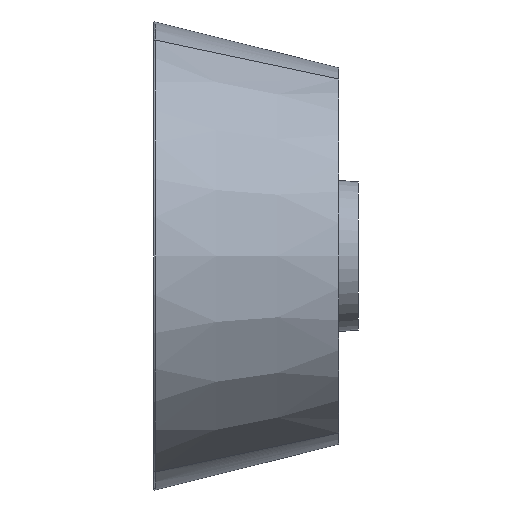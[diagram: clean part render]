
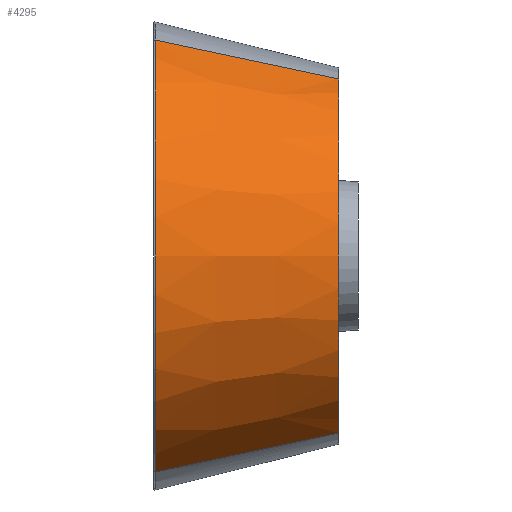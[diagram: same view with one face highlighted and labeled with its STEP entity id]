
A CAD part, left-side view. The second image highlights one B-rep face of the part: STEP entity #4295.
In plain terms, the highlighted conical face has half-angle 14 degrees and reference radius 190 mm.
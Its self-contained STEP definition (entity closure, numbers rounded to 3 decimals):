
#28 = EDGE_CURVE ( 'NONE', #3731, #5082, #7731, .T. ) ;
#38 = AXIS2_PLACEMENT_3D ( 'NONE', #3977, #4698, #4789 ) ;
#359 = CARTESIAN_POINT ( 'NONE',  ( -110.997, -50.843, 164.603 ) ) ;
#495 = CARTESIAN_POINT ( 'NONE',  ( -118.049, -1.242, -175.061 ) ) ;
#548 = AXIS2_PLACEMENT_3D ( 'NONE', #6873, #7398, #8072 ) ;
#771 = CARTESIAN_POINT ( 'NONE',  ( -118.049, -1.242, -175.061 ) ) ;
#835 = CARTESIAN_POINT ( 'NONE',  ( -118.049, -1.242, -175.061 ) ) ;
#986 = CARTESIAN_POINT ( 'NONE',  ( -96.795, -150., 143.542 ) ) ;
#1365 = CARTESIAN_POINT ( 'NONE',  ( -118.049, -1.242, -175.061 ) ) ;
#1651 = CIRCLE ( 'NONE', #38, 152.601 ) ;
#1676 = EDGE_CURVE ( 'NONE', #5441, #6441, #6363, .T. ) ;
#1906 = ORIENTED_EDGE ( 'NONE', *, *, #1676, .F. ) ;
#1986 = CARTESIAN_POINT ( 'NONE',  ( -118.049, -1.242, -175.061 ) ) ;
#2351 = CARTESIAN_POINT ( 'NONE',  ( -118.049, -1.242, 175.061 ) ) ;
#2452 = CARTESIAN_POINT ( 'NONE',  ( -96.795, -150., -143.542 ) ) ;
#2870 = ORIENTED_EDGE ( 'NONE', *, *, #8155, .T. ) ;
#3387 = EDGE_CURVE ( 'NONE', #5082, #6441, #6433, .T. ) ;
#3447 = CARTESIAN_POINT ( 'NONE',  ( -118.049, -1.242, 175.061 ) ) ;
#3564 = CARTESIAN_POINT ( 'NONE',  ( -103.92, -100.433, 154.109 ) ) ;
#3623 = DIRECTION ( 'NONE',  ( 0., 0., 1. ) ) ;
#3727 = CARTESIAN_POINT ( 'NONE',  ( -118.049, -1.242, 175.061 ) ) ;
#3731 = VERTEX_POINT ( 'NONE', #5110 ) ;
#3977 = CARTESIAN_POINT ( 'NONE',  ( -45., -150., 0. ) ) ;
#4051 = EDGE_LOOP ( 'NONE', ( #2870, #7002, #5685, #4645, #1906, #5279 ) ) ;
#4282 = CARTESIAN_POINT ( 'NONE',  ( -96.795, -150., 143.542 ) ) ;
#4295 = ADVANCED_FACE ( 'NONE', ( #5505 ), #4743, .T. ) ;
#4325 = CARTESIAN_POINT ( 'NONE',  ( -118.049, -1.242, 175.061 ) ) ;
#4405 = CARTESIAN_POINT ( 'NONE',  ( -118.049, -1.242, 175.061 ) ) ;
#4538 = CARTESIAN_POINT ( 'NONE',  ( -118.049, -1.242, -175.061 ) ) ;
#4645 = ORIENTED_EDGE ( 'NONE', *, *, #3387, .T. ) ;
#4698 = DIRECTION ( 'NONE',  ( 0., 1., 0. ) ) ;
#4717 = AXIS2_PLACEMENT_3D ( 'NONE', #7649, #8281, #3623 ) ;
#4743 = CONICAL_SURFACE ( 'NONE', #548, 190., 0.244 ) ;
#4789 = DIRECTION ( 'NONE',  ( 0., 0., 1. ) ) ;
#5082 = VERTEX_POINT ( 'NONE', #7987 ) ;
#5110 = CARTESIAN_POINT ( 'NONE',  ( -118.049, -1.242, 175.061 ) ) ;
#5270 = B_SPLINE_CURVE_WITH_KNOTS ( 'NONE', 3,
 ( #986, #3564, #359, #2351 ),
 .UNSPECIFIED., .F., .F.,
 ( 4, 4 ),
 ( 0., 0.154 ),
 .UNSPECIFIED. ) ;
#5279 = ORIENTED_EDGE ( 'NONE', *, *, #6388, .T. ) ;
#5366 = CARTESIAN_POINT ( 'NONE',  ( -110.997, -50.843, -164.603 ) ) ;
#5397 = B_SPLINE_CURVE_WITH_KNOTS ( 'NONE', 3,
 ( #4325, #4405, #3727, #7024 ),
 .UNSPECIFIED., .F., .F.,
 ( 4, 4 ),
 ( 0., 1. ),
 .UNSPECIFIED. ) ;
#5410 = CARTESIAN_POINT ( 'NONE',  ( -96.795, -150., -143.542 ) ) ;
#5441 = VERTEX_POINT ( 'NONE', #2452 ) ;
#5505 = FACE_OUTER_BOUND ( 'NONE', #4051, .T. ) ;
#5685 = ORIENTED_EDGE ( 'NONE', *, *, #28, .T. ) ;
#6363 = B_SPLINE_CURVE_WITH_KNOTS ( 'NONE', 3,
 ( #5410, #7341, #5366, #835 ),
 .UNSPECIFIED., .F., .F.,
 ( 4, 4 ),
 ( 0., 0.154 ),
 .UNSPECIFIED. ) ;
#6388 = EDGE_CURVE ( 'NONE', #5441, #8333, #1651, .T. ) ;
#6433 = B_SPLINE_CURVE_WITH_KNOTS ( 'NONE', 3,
 ( #1365, #771, #4538, #495 ),
 .UNSPECIFIED., .F., .F.,
 ( 4, 4 ),
 ( 0., 1. ),
 .UNSPECIFIED. ) ;
#6441 = VERTEX_POINT ( 'NONE', #1986 ) ;
#6873 = CARTESIAN_POINT ( 'NONE',  ( -45., 0., 0. ) ) ;
#7002 = ORIENTED_EDGE ( 'NONE', *, *, #7236, .T. ) ;
#7024 = CARTESIAN_POINT ( 'NONE',  ( -118.049, -1.242, 175.061 ) ) ;
#7027 = VERTEX_POINT ( 'NONE', #3447 ) ;
#7236 = EDGE_CURVE ( 'NONE', #7027, #3731, #5397, .T. ) ;
#7341 = CARTESIAN_POINT ( 'NONE',  ( -103.92, -100.433, -154.109 ) ) ;
#7398 = DIRECTION ( 'NONE',  ( 0., 1., 0. ) ) ;
#7649 = CARTESIAN_POINT ( 'NONE',  ( -45., -1.242, 0. ) ) ;
#7731 = CIRCLE ( 'NONE', #4717, 189.69 ) ;
#7987 = CARTESIAN_POINT ( 'NONE',  ( -118.049, -1.242, -175.061 ) ) ;
#8072 = DIRECTION ( 'NONE',  ( 0., 0., 1. ) ) ;
#8155 = EDGE_CURVE ( 'NONE', #8333, #7027, #5270, .T. ) ;
#8281 = DIRECTION ( 'NONE',  ( 0., -1., 0. ) ) ;
#8333 = VERTEX_POINT ( 'NONE', #4282 ) ;
